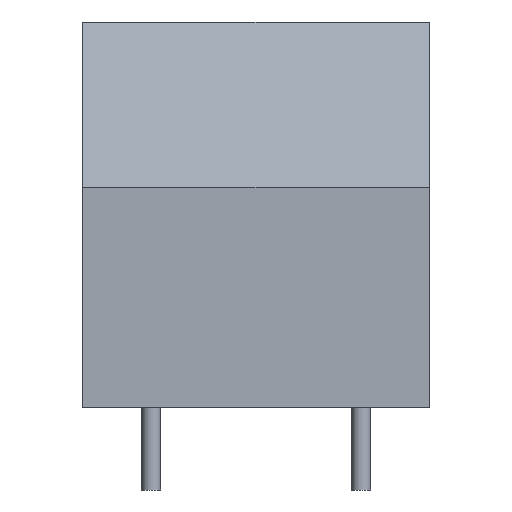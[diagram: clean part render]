
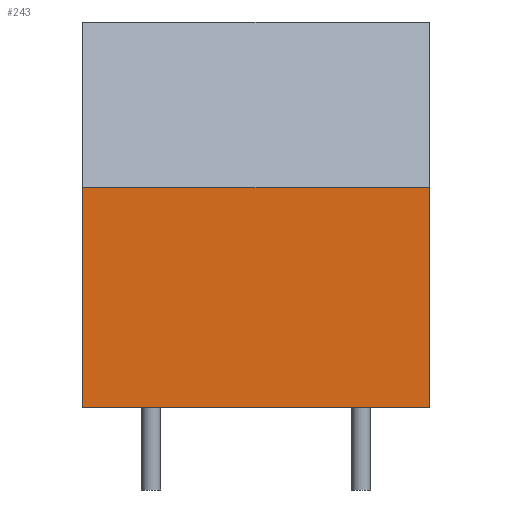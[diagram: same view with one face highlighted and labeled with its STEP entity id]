
A CAD part, left-side view. The second image highlights one B-rep face of the part: STEP entity #243.
In plain terms, the highlighted planar face has unit normal (-1, 0, 0).
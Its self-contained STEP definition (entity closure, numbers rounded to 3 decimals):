
#38=FACE_OUTER_BOUND('',#60,.T.);
#60=EDGE_LOOP('',(#181,#182,#183,#184));
#75=LINE('',#388,#95);
#82=LINE('',#414,#102);
#83=LINE('',#416,#103);
#84=LINE('',#417,#104);
#95=VECTOR('',#310,12.6);
#102=VECTOR('',#333,8.);
#103=VECTOR('',#334,12.6);
#104=VECTOR('',#335,8.);
#115=VERTEX_POINT('',#386);
#116=VERTEX_POINT('',#387);
#127=VERTEX_POINT('',#413);
#128=VERTEX_POINT('',#415);
#136=EDGE_CURVE('',#115,#116,#75,.T.);
#149=EDGE_CURVE('',#127,#116,#82,.T.);
#150=EDGE_CURVE('',#127,#128,#83,.T.);
#151=EDGE_CURVE('',#128,#115,#84,.T.);
#181=ORIENTED_EDGE('',*,*,#149,.F.);
#182=ORIENTED_EDGE('',*,*,#150,.T.);
#183=ORIENTED_EDGE('',*,*,#151,.T.);
#184=ORIENTED_EDGE('',*,*,#136,.T.);
#231=PLANE('',#286);
#243=ADVANCED_FACE('',(#38),#231,.F.);
#286=AXIS2_PLACEMENT_3D('',#412,#331,#332);
#310=DIRECTION('',(0.,-1.,0.));
#331=DIRECTION('center_axis',(1.,0.,0.));
#332=DIRECTION('ref_axis',(0.,1.,0.));
#333=DIRECTION('',(0.,0.,-1.));
#334=DIRECTION('',(0.,1.,0.));
#335=DIRECTION('',(0.,0.,-1.));
#386=CARTESIAN_POINT('',(-6.6,6.3,0.));
#387=CARTESIAN_POINT('',(-6.6,-6.3,0.));
#388=CARTESIAN_POINT('',(-6.6,6.3,0.));
#412=CARTESIAN_POINT('Origin',(-6.6,-6.3,14.));
#413=CARTESIAN_POINT('',(-6.6,-6.3,8.));
#414=CARTESIAN_POINT('',(-6.6,-6.3,8.));
#415=CARTESIAN_POINT('',(-6.6,6.3,8.));
#416=CARTESIAN_POINT('',(-6.6,-6.3,8.));
#417=CARTESIAN_POINT('',(-6.6,6.3,8.));
